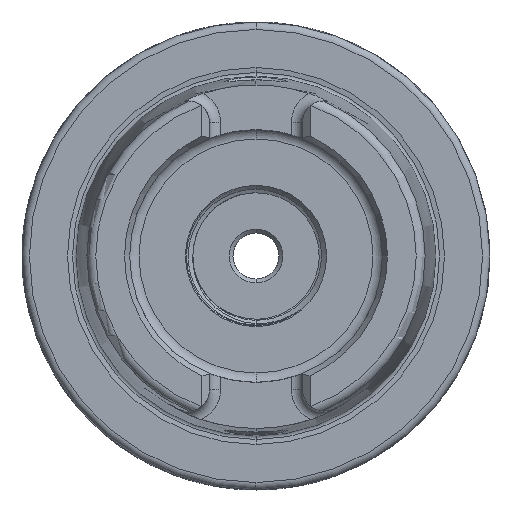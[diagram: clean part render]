
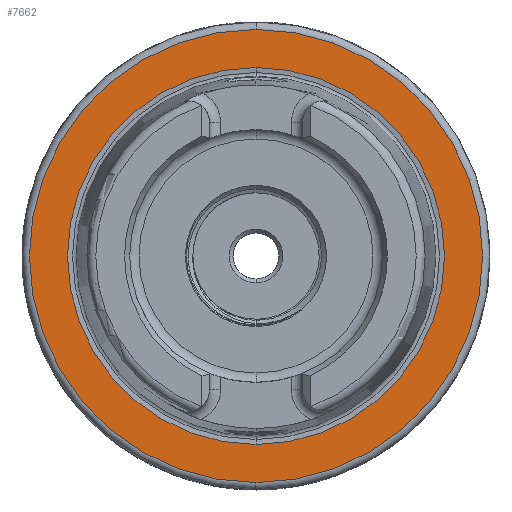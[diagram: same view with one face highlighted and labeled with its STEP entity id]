
A CAD part, left-side view. The second image highlights one B-rep face of the part: STEP entity #7662.
In plain terms, the highlighted planar face has unit normal (-1, 0, 0).
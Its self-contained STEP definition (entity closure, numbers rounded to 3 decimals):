
#5020 = CIRCLE ( 'NONE', #9859, 25.369 ) ;
#5021 = CIRCLE ( 'NONE', #9845, 30.5 ) ;
#5126 = CIRCLE ( 'NONE', #12968, 30.5 ) ;
#5131 = CIRCLE ( 'NONE', #12982, 25.369 ) ;
#6242 = CARTESIAN_POINT ( 'NONE',  ( 0., 0., 0. ) ) ;
#6243 = DIRECTION ( 'NONE',  ( 1., 0., 0. ) ) ;
#6244 = DIRECTION ( 'NONE',  ( 0., 0., -1. ) ) ;
#6251 = CARTESIAN_POINT ( 'NONE',  ( 0., 0., 0. ) ) ;
#6252 = DIRECTION ( 'NONE',  ( -1., 0., 0. ) ) ;
#6253 = DIRECTION ( 'NONE',  ( 0., 0., 1. ) ) ;
#6423 = FACE_OUTER_BOUND ( 'NONE', #8911, .T. ) ;
#6438 = FACE_BOUND ( 'NONE', #8912, .T. ) ;
#6440 = AXIS2_PLACEMENT_3D ( 'NONE', #9848, #9850, #9852 ) ;
#7603 = EDGE_CURVE ( 'NONE', #8933, #8934, #5020, .T. ) ;
#7605 = EDGE_CURVE ( 'NONE', #8923, #8924, #5021, .T. ) ;
#7662 = ADVANCED_FACE ( 'NONE', ( #6423, #6438 ), #9847, .T. ) ;
#7873 = EDGE_CURVE ( 'NONE', #8924, #8923, #5126, .T. ) ;
#7886 = EDGE_CURVE ( 'NONE', #8934, #8933, #5131, .T. ) ;
#8911 = EDGE_LOOP ( 'NONE', ( #10294, #10295 ) ) ;
#8912 = EDGE_LOOP ( 'NONE', ( #10297, #10296 ) ) ;
#8923 = VERTEX_POINT ( 'NONE', #15996 ) ;
#8924 = VERTEX_POINT ( 'NONE', #15997 ) ;
#8933 = VERTEX_POINT ( 'NONE', #16006 ) ;
#8934 = VERTEX_POINT ( 'NONE', #16007 ) ;
#9845 = AXIS2_PLACEMENT_3D ( 'NONE', #6251, #6252, #6253 ) ;
#9847 = PLANE ( 'NONE',  #6440 ) ;
#9848 = CARTESIAN_POINT ( 'NONE',  ( 0., 25.369, 0. ) ) ;
#9850 = DIRECTION ( 'NONE',  ( -1., 0., 0. ) ) ;
#9852 = DIRECTION ( 'NONE',  ( 0., 0., 1. ) ) ;
#9859 = AXIS2_PLACEMENT_3D ( 'NONE', #6242, #6243, #6244 ) ;
#10294 = ORIENTED_EDGE ( 'NONE', *, *, #7873, .T. ) ;
#10295 = ORIENTED_EDGE ( 'NONE', *, *, #7605, .T. ) ;
#10296 = ORIENTED_EDGE ( 'NONE', *, *, #7603, .T. ) ;
#10297 = ORIENTED_EDGE ( 'NONE', *, *, #7886, .T. ) ;
#12968 = AXIS2_PLACEMENT_3D ( 'NONE', #13230, #13231, #13232 ) ;
#12982 = AXIS2_PLACEMENT_3D ( 'NONE', #13308, #13309, #13310 ) ;
#13230 = CARTESIAN_POINT ( 'NONE',  ( 0., 0., 0. ) ) ;
#13231 = DIRECTION ( 'NONE',  ( -1., 0., 0. ) ) ;
#13232 = DIRECTION ( 'NONE',  ( 0., 0., 1. ) ) ;
#13308 = CARTESIAN_POINT ( 'NONE',  ( 0., 0., 0. ) ) ;
#13309 = DIRECTION ( 'NONE',  ( 1., 0., 0. ) ) ;
#13310 = DIRECTION ( 'NONE',  ( 0., 0., -1. ) ) ;
#15996 = CARTESIAN_POINT ( 'NONE',  ( 0., 0., -30.5 ) ) ;
#15997 = CARTESIAN_POINT ( 'NONE',  ( 0., 0., 30.5 ) ) ;
#16006 = CARTESIAN_POINT ( 'NONE',  ( 0., 0., -25.369 ) ) ;
#16007 = CARTESIAN_POINT ( 'NONE',  ( 0., 0., 25.369 ) ) ;
